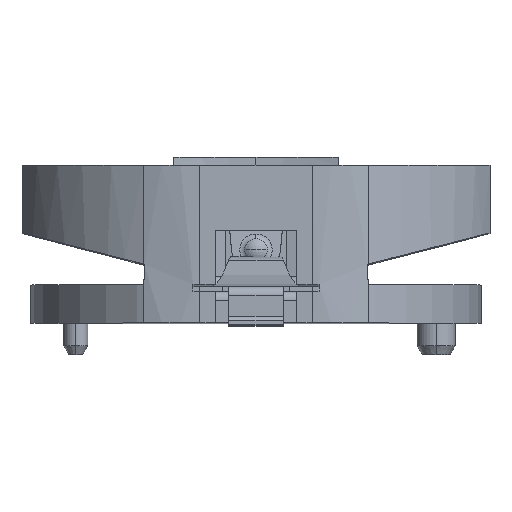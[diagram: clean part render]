
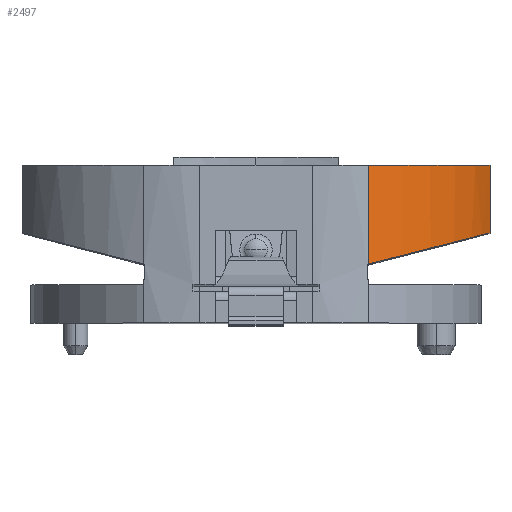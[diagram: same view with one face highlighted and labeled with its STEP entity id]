
A CAD part, top view. The second image highlights one B-rep face of the part: STEP entity #2497.
In plain terms, the highlighted cylindrical face has radius 4.715 mm (diameter 9.43 mm), a partial arc.
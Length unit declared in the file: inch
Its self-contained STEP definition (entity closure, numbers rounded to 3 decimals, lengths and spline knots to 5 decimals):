
#174 = CARTESIAN_POINT ( 'NONE',  ( 0.40665, 0.2843, 0.75216 ) ) ;
#293 = CARTESIAN_POINT ( 'NONE',  ( 0.51276, 0.31168, 0.64274 ) ) ;
#355 = CARTESIAN_POINT ( 'NONE',  ( 0.33819, 0.37073, 0.57962 ) ) ;
#718 = EDGE_CURVE ( 'NONE', #4648, #4112, #746, .T. ) ;
#746 =( BOUNDED_CURVE ( )  B_SPLINE_CURVE ( 3, ( #1827, #7661, #7707, #2627 ),
 .UNSPECIFIED., .F., .T. ) 
 B_SPLINE_CURVE_WITH_KNOTS ( ( 4, 4 ),
 ( 1.94854, 2.79465 ),
 .UNSPECIFIED. ) 
 CURVE ( )  GEOMETRIC_REPRESENTATION_ITEM ( )  RATIONAL_B_SPLINE_CURVE ( ( 1., 0.941, 0.941, 1. ) ) 
 REPRESENTATION_ITEM ( '' )  );
#779 = VECTOR ( 'NONE', #3881, 39.37008 ) ;
#1042 = ORIENTED_EDGE ( 'NONE', *, *, #8957, .F. ) ;
#1827 = CARTESIAN_POINT ( 'NONE',  ( 0.40665, 0.2843, 0.75216 ) ) ;
#1995 = VERTEX_POINT ( 'NONE', #2363 ) ;
#2003 = DIRECTION ( 'NONE',  ( 0., 0., -1. ) ) ;
#2363 = CARTESIAN_POINT ( 'NONE',  ( 0.40665, 0.37073, 0.75216 ) ) ;
#2497 = ADVANCED_FACE ( 'NONE', ( #5070 ), #6013, .T. ) ;
#2627 = CARTESIAN_POINT ( 'NONE',  ( 0.51276, 0.31168, 0.64274 ) ) ;
#2722 = VECTOR ( 'NONE', #6475, 39.37008 ) ;
#2970 = CIRCLE ( 'NONE', #9691, 0.18563 ) ;
#3082 = DIRECTION ( 'NONE',  ( 0., 1., 0. ) ) ;
#3343 = ORIENTED_EDGE ( 'NONE', *, *, #9023, .T. ) ;
#3728 = EDGE_LOOP ( 'NONE', ( #3343, #6366, #1042, #8791 ) ) ;
#3881 = DIRECTION ( 'NONE',  ( 0., -1., 0. ) ) ;
#4112 = VERTEX_POINT ( 'NONE', #293 ) ;
#4648 = VERTEX_POINT ( 'NONE', #174 ) ;
#5070 = FACE_OUTER_BOUND ( 'NONE', #3728, .T. ) ;
#5623 = CARTESIAN_POINT ( 'NONE',  ( 0.40665, 0.37073, 0.75216 ) ) ;
#6013 = CYLINDRICAL_SURFACE ( 'NONE', #9929, 0.18563 ) ;
#6366 = ORIENTED_EDGE ( 'NONE', *, *, #718, .T. ) ;
#6475 = DIRECTION ( 'NONE',  ( 0., -1., 0. ) ) ;
#6816 = LINE ( 'NONE', #8978, #779 ) ;
#7661 = CARTESIAN_POINT ( 'NONE',  ( 0.45683, 0.29725, 0.73226 ) ) ;
#7707 = CARTESIAN_POINT ( 'NONE',  ( 0.4944, 0.30694, 0.6935 ) ) ;
#8145 = CARTESIAN_POINT ( 'NONE',  ( 0.33819, 0.37073, 0.57962 ) ) ;
#8748 = DIRECTION ( 'NONE',  ( 0., -1., 0. ) ) ;
#8791 = ORIENTED_EDGE ( 'NONE', *, *, #8968, .F. ) ;
#8957 = EDGE_CURVE ( 'NONE', #9797, #4112, #6816, .T. ) ;
#8968 = EDGE_CURVE ( 'NONE', #1995, #9797, #2970, .T. ) ;
#8978 = CARTESIAN_POINT ( 'NONE',  ( 0.51276, 0.37073, 0.64274 ) ) ;
#9016 = DIRECTION ( 'NONE',  ( 0., 0., 1. ) ) ;
#9023 = EDGE_CURVE ( 'NONE', #1995, #4648, #9482, .T. ) ;
#9384 = CARTESIAN_POINT ( 'NONE',  ( 0.51276, 0.37073, 0.64274 ) ) ;
#9482 = LINE ( 'NONE', #5623, #2722 ) ;
#9691 = AXIS2_PLACEMENT_3D ( 'NONE', #8145, #3082, #9016 ) ;
#9797 = VERTEX_POINT ( 'NONE', #9384 ) ;
#9929 = AXIS2_PLACEMENT_3D ( 'NONE', #355, #8748, #2003 ) ;
